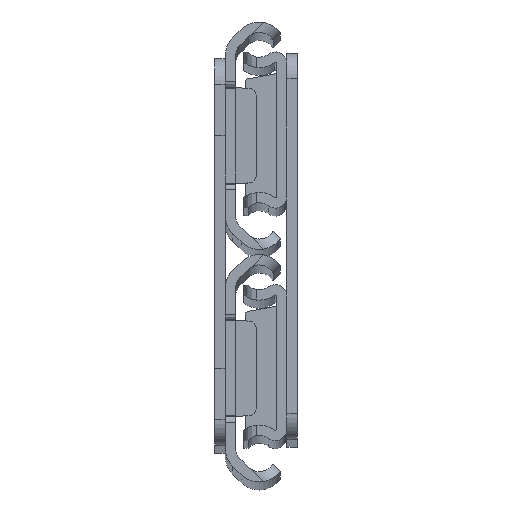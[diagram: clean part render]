
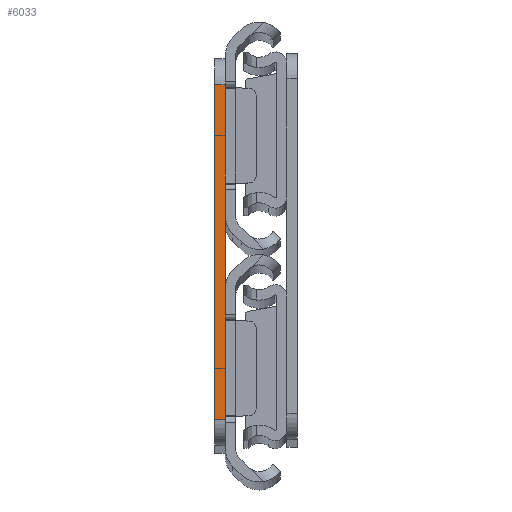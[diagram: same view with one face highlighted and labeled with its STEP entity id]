
A CAD part, top view. The second image highlights one B-rep face of the part: STEP entity #6033.
In plain terms, the highlighted planar face has unit normal (0, 0, 1).
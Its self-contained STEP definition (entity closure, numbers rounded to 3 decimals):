
#216 = VERTEX_POINT ( 'NONE', #4619 ) ;
#277 = CARTESIAN_POINT ( 'NONE',  ( 0., 0., 0. ) ) ;
#282 = AXIS2_PLACEMENT_3D ( 'NONE', #2417, #1820, #4265 ) ;
#294 = ORIENTED_EDGE ( 'NONE', *, *, #1914, .F. ) ;
#338 = VECTOR ( 'NONE', #901, 1000. ) ;
#475 = ORIENTED_EDGE ( 'NONE', *, *, #2609, .T. ) ;
#775 = CARTESIAN_POINT ( 'NONE',  ( -1.6, 0., 0. ) ) ;
#901 = DIRECTION ( 'NONE',  ( -1., 0., 0. ) ) ;
#1245 = PLANE ( 'NONE',  #282 ) ;
#1385 = ORIENTED_EDGE ( 'NONE', *, *, #5162, .T. ) ;
#1773 = EDGE_CURVE ( 'NONE', #7519, #216, #6683, .T. ) ;
#1820 = DIRECTION ( 'NONE',  ( 0., 0., 1. ) ) ;
#1893 = VECTOR ( 'NONE', #7874, 1000. ) ;
#1914 = EDGE_CURVE ( 'NONE', #2577, #216, #6237, .T. ) ;
#2049 = CARTESIAN_POINT ( 'NONE',  ( -1.6, 26., 0. ) ) ;
#2076 = DIRECTION ( 'NONE',  ( 0., -1., 0. ) ) ;
#2198 = LINE ( 'NONE', #2049, #338 ) ;
#2417 = CARTESIAN_POINT ( 'NONE',  ( -1.6, 0., 0. ) ) ;
#2577 = VERTEX_POINT ( 'NONE', #5584 ) ;
#2609 = EDGE_CURVE ( 'NONE', #6315, #7519, #4424, .T. ) ;
#2638 = EDGE_LOOP ( 'NONE', ( #475, #3946, #294, #1385 ) ) ;
#3372 = DIRECTION ( 'NONE',  ( 0., -1., 0. ) ) ;
#3698 = VECTOR ( 'NONE', #2076, 1000. ) ;
#3946 = ORIENTED_EDGE ( 'NONE', *, *, #1773, .T. ) ;
#4265 = DIRECTION ( 'NONE',  ( 1., 0., 0. ) ) ;
#4285 = CARTESIAN_POINT ( 'NONE',  ( -1.6, -26., 0. ) ) ;
#4424 = LINE ( 'NONE', #775, #3698 ) ;
#4619 = CARTESIAN_POINT ( 'NONE',  ( 0., -26., 0. ) ) ;
#5162 = EDGE_CURVE ( 'NONE', #2577, #6315, #2198, .T. ) ;
#5325 = CARTESIAN_POINT ( 'NONE',  ( -1.6, 26., 0. ) ) ;
#5584 = CARTESIAN_POINT ( 'NONE',  ( 0., 26., 0. ) ) ;
#5944 = CARTESIAN_POINT ( 'NONE',  ( -1.6, -26., 0. ) ) ;
#6033 = ADVANCED_FACE ( 'NONE', ( #7895 ), #1245, .T. ) ;
#6237 = LINE ( 'NONE', #277, #6477 ) ;
#6315 = VERTEX_POINT ( 'NONE', #5325 ) ;
#6477 = VECTOR ( 'NONE', #3372, 1000. ) ;
#6683 = LINE ( 'NONE', #4285, #1893 ) ;
#7519 = VERTEX_POINT ( 'NONE', #5944 ) ;
#7874 = DIRECTION ( 'NONE',  ( 1., 0., 0. ) ) ;
#7895 = FACE_OUTER_BOUND ( 'NONE', #2638, .T. ) ;
